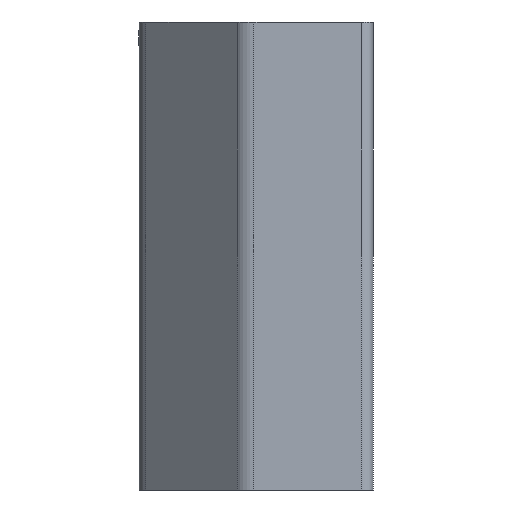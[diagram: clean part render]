
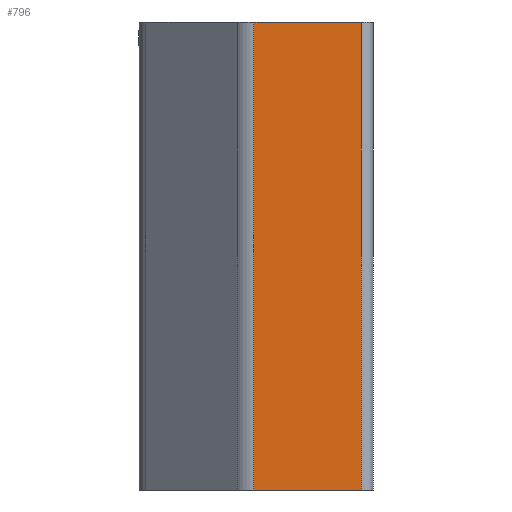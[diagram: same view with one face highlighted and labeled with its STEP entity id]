
A CAD part, left-side view. The second image highlights one B-rep face of the part: STEP entity #796.
In plain terms, the highlighted planar face has unit normal (-1, 0, 0).
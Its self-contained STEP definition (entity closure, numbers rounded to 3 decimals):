
#796=ADVANCED_FACE('NONE',(#1601),#1602,.F.);
#1601=FACE_OUTER_BOUND('',#2416,.T.);
#1602=PLANE('',#2417);
#2416=EDGE_LOOP('',(#4752,#4753,#4754,#4755));
#2417=AXIS2_PLACEMENT_3D('',#4756,#4757,#4758);
#4752=ORIENTED_EDGE('',*,*,#5752,.T.);
#4753=ORIENTED_EDGE('',*,*,#5819,.F.);
#4754=ORIENTED_EDGE('',*,*,#5718,.F.);
#4755=ORIENTED_EDGE('',*,*,#5817,.T.);
#4756=CARTESIAN_POINT('',(-32.828,20.343,80.0));
#4757=DIRECTION('',(1.0,-0.0,0.0));
#4758=DIRECTION('',(0.0,1.0,-0.0));
#5718=EDGE_CURVE('NONE',#7064,#7066,#7067,.T.);
#5752=EDGE_CURVE('NONE',#7126,#7124,#7127,.T.);
#5817=EDGE_CURVE('NONE',#7064,#7126,#7210,.T.);
#5819=EDGE_CURVE('NONE',#7066,#7124,#7212,.T.);
#7064=VERTEX_POINT('NONE',#8789);
#7066=VERTEX_POINT('NONE',#8791);
#7067=LINE('',#8792,#8793);
#7124=VERTEX_POINT('NONE',#8864);
#7126=VERTEX_POINT('NONE',#8866);
#7127=LINE('',#8867,#8868);
#7210=LINE('',#8981,#8982);
#7212=LINE('',#8984,#8985);
#8789=CARTESIAN_POINT('',(-32.828,20.343,80.0));
#8791=CARTESIAN_POINT('',(-32.828,2.,80.0));
#8792=CARTESIAN_POINT('',(-32.828,20.343,80.0));
#8793=VECTOR('',#10159,1000.0);
#8864=CARTESIAN_POINT('',(-32.828,2.,0.0));
#8866=CARTESIAN_POINT('',(-32.828,20.343,0.0));
#8867=CARTESIAN_POINT('',(-32.828,20.343,0.0));
#8868=VECTOR('',#10228,1000.0);
#8981=CARTESIAN_POINT('',(-32.828,20.343,80.0));
#8982=VECTOR('',#10298,1000.0);
#8984=CARTESIAN_POINT('',(-32.828,2.,80.0));
#8985=VECTOR('',#10299,1000.0);
#10159=DIRECTION('',(0.0,-1.0,0.0));
#10228=DIRECTION('',(0.0,-1.0,0.0));
#10298=DIRECTION('',(-0.0,-0.0,-1.0));
#10299=DIRECTION('',(-0.0,-0.0,-1.0));
